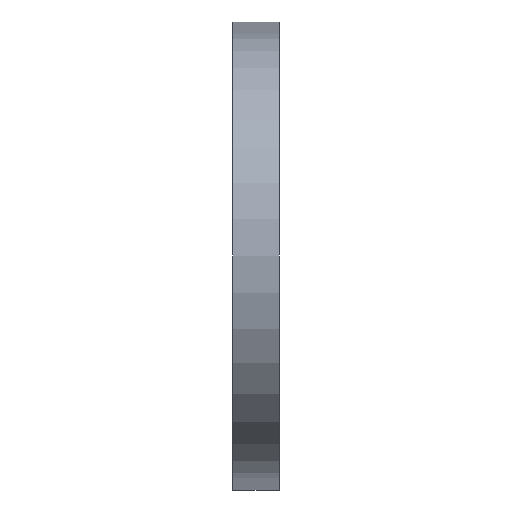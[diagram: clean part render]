
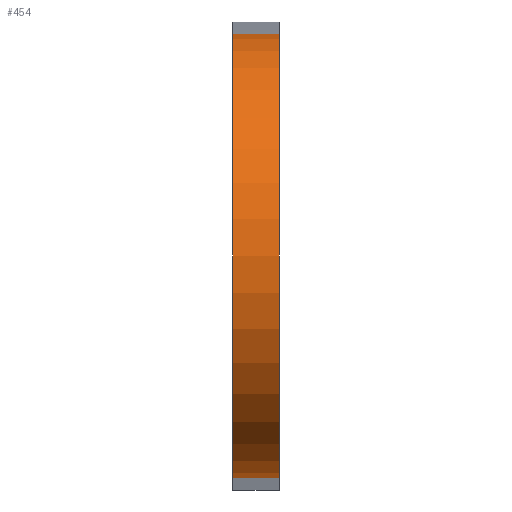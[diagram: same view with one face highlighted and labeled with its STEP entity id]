
A CAD part, left-side view. The second image highlights one B-rep face of the part: STEP entity #454.
In plain terms, the highlighted cylindrical face has radius 28.5 mm (diameter 57 mm), a partial arc.
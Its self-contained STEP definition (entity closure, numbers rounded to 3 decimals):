
#16 = VERTEX_POINT ( 'NONE', #416 ) ;
#18 = CARTESIAN_POINT ( 'NONE',  ( -1.652, 6., 28.452 ) ) ;
#57 = CARTESIAN_POINT ( 'NONE',  ( -1.652, 0., -28.452 ) ) ;
#58 = DIRECTION ( 'NONE',  ( 0., -1., 0. ) ) ;
#61 = CARTESIAN_POINT ( 'NONE',  ( -1.652, 0., 28.452 ) ) ;
#65 = VECTOR ( 'NONE', #464, 1000. ) ;
#70 = DIRECTION ( 'NONE',  ( 0., 0., 1. ) ) ;
#131 = DIRECTION ( 'NONE',  ( 0., 0., -1. ) ) ;
#174 = EDGE_CURVE ( 'NONE', #16, #379, #214, .T. ) ;
#181 = AXIS2_PLACEMENT_3D ( 'NONE', #630, #257, #70 ) ;
#214 = LINE ( 'NONE', #18, #782 ) ;
#257 = DIRECTION ( 'NONE',  ( 0., 1., 0. ) ) ;
#324 = FACE_OUTER_BOUND ( 'NONE', #447, .T. ) ;
#334 = ORIENTED_EDGE ( 'NONE', *, *, #390, .T. ) ;
#368 = ORIENTED_EDGE ( 'NONE', *, *, #827, .T. ) ;
#379 = VERTEX_POINT ( 'NONE', #61 ) ;
#380 = EDGE_CURVE ( 'NONE', #411, #16, #450, .T. ) ;
#390 = EDGE_CURVE ( 'NONE', #411, #809, #393, .T. ) ;
#393 = LINE ( 'NONE', #534, #65 ) ;
#411 = VERTEX_POINT ( 'NONE', #745 ) ;
#416 = CARTESIAN_POINT ( 'NONE',  ( -1.652, 6., 28.452 ) ) ;
#447 = EDGE_LOOP ( 'NONE', ( #368, #860, #884, #334 ) ) ;
#450 = CIRCLE ( 'NONE', #462, 28.5 ) ;
#454 = ADVANCED_FACE ( 'NONE', ( #324 ), #828, .T. ) ;
#462 = AXIS2_PLACEMENT_3D ( 'NONE', #466, #819, #877 ) ;
#464 = DIRECTION ( 'NONE',  ( 0., -1., 0. ) ) ;
#466 = CARTESIAN_POINT ( 'NONE',  ( 0., 6., 0. ) ) ;
#490 = AXIS2_PLACEMENT_3D ( 'NONE', #684, #58, #131 ) ;
#524 = CIRCLE ( 'NONE', #181, 28.5 ) ;
#534 = CARTESIAN_POINT ( 'NONE',  ( -1.652, 6., -28.452 ) ) ;
#568 = DIRECTION ( 'NONE',  ( 0., -1., 0. ) ) ;
#630 = CARTESIAN_POINT ( 'NONE',  ( 0., 0., 0. ) ) ;
#684 = CARTESIAN_POINT ( 'NONE',  ( 0., 6., 0. ) ) ;
#745 = CARTESIAN_POINT ( 'NONE',  ( -1.652, 6., -28.452 ) ) ;
#782 = VECTOR ( 'NONE', #568, 1000. ) ;
#809 = VERTEX_POINT ( 'NONE', #57 ) ;
#819 = DIRECTION ( 'NONE',  ( 0., 1., 0. ) ) ;
#827 = EDGE_CURVE ( 'NONE', #809, #379, #524, .T. ) ;
#828 = CYLINDRICAL_SURFACE ( 'NONE', #490, 28.5 ) ;
#860 = ORIENTED_EDGE ( 'NONE', *, *, #174, .F. ) ;
#877 = DIRECTION ( 'NONE',  ( 0., 0., 1. ) ) ;
#884 = ORIENTED_EDGE ( 'NONE', *, *, #380, .F. ) ;
